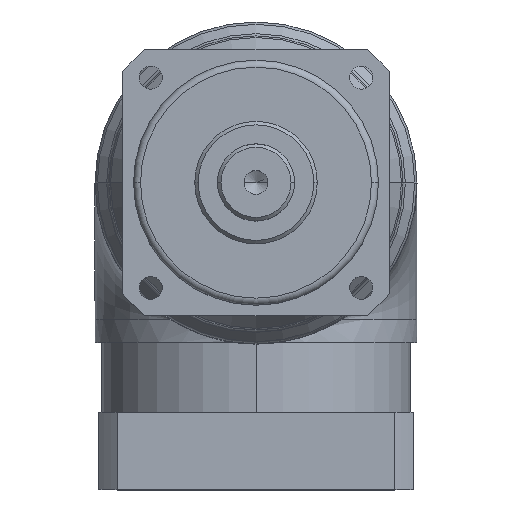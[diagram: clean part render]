
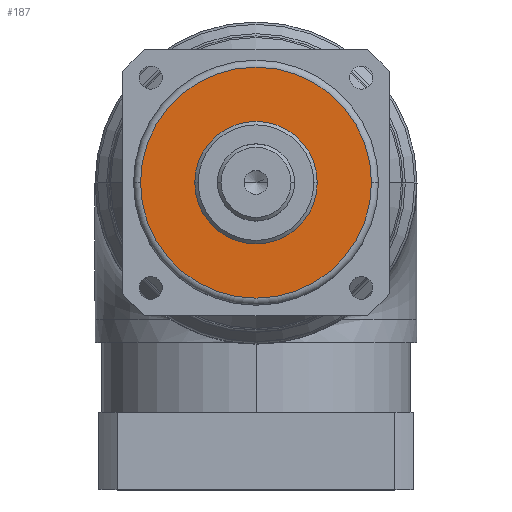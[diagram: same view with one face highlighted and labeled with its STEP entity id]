
A CAD part, top view. The second image highlights one B-rep face of the part: STEP entity #187.
In plain terms, the highlighted planar face has unit normal (0, 0, 1).
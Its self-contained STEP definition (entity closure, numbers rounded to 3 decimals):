
#34 = CIRCLE ( 'NONE', #1477, 33. ) ;
#57 = ORIENTED_EDGE ( 'NONE', *, *, #1807, .F. ) ;
#62 = DIRECTION ( 'NONE',  ( 0., 0., 1. ) ) ;
#186 = CARTESIAN_POINT ( 'NONE',  ( -17.5, 0., 79. ) ) ;
#187 = ADVANCED_FACE ( 'NONE', ( #327, #503 ), #1945, .T. ) ;
#327 = FACE_OUTER_BOUND ( 'NONE', #2772, .T. ) ;
#332 = CIRCLE ( 'NONE', #490, 17.5 ) ;
#393 = DIRECTION ( 'NONE',  ( 0., 0., 1. ) ) ;
#490 = AXIS2_PLACEMENT_3D ( 'NONE', #2719, #2726, #2741 ) ;
#503 = FACE_BOUND ( 'NONE', #2267, .T. ) ;
#691 = ORIENTED_EDGE ( 'NONE', *, *, #869, .T. ) ;
#869 = EDGE_CURVE ( 'NONE', #2586, #1644, #34, .T. ) ;
#1070 = EDGE_CURVE ( 'NONE', #3009, #3406, #3213, .T. ) ;
#1130 = CARTESIAN_POINT ( 'NONE',  ( 0., 0., 79. ) ) ;
#1204 = DIRECTION ( 'NONE',  ( 1., 0., 0. ) ) ;
#1244 = CARTESIAN_POINT ( 'NONE',  ( 0., 0., 79. ) ) ;
#1271 = DIRECTION ( 'NONE',  ( 0., 0., 1. ) ) ;
#1286 = DIRECTION ( 'NONE',  ( 1., 0., 0. ) ) ;
#1396 = EDGE_CURVE ( 'NONE', #1644, #2586, #2658, .T. ) ;
#1477 = AXIS2_PLACEMENT_3D ( 'NONE', #1130, #62, #2686 ) ;
#1482 = CARTESIAN_POINT ( 'NONE',  ( 0., 0., 79. ) ) ;
#1638 = AXIS2_PLACEMENT_3D ( 'NONE', #1482, #393, #1204 ) ;
#1644 = VERTEX_POINT ( 'NONE', #2123 ) ;
#1717 = AXIS2_PLACEMENT_3D ( 'NONE', #3339, #3317, #3375 ) ;
#1807 = EDGE_CURVE ( 'NONE', #3406, #3009, #332, .T. ) ;
#1945 = PLANE ( 'NONE',  #1638 ) ;
#2039 = CARTESIAN_POINT ( 'NONE',  ( 17.5, 0., 79. ) ) ;
#2106 = AXIS2_PLACEMENT_3D ( 'NONE', #1244, #1271, #1286 ) ;
#2123 = CARTESIAN_POINT ( 'NONE',  ( -33., 0., 79. ) ) ;
#2267 = EDGE_LOOP ( 'NONE', ( #2991, #57 ) ) ;
#2461 = ORIENTED_EDGE ( 'NONE', *, *, #1396, .T. ) ;
#2586 = VERTEX_POINT ( 'NONE', #3074 ) ;
#2658 = CIRCLE ( 'NONE', #2106, 33. ) ;
#2686 = DIRECTION ( 'NONE',  ( 1., 0., 0. ) ) ;
#2719 = CARTESIAN_POINT ( 'NONE',  ( 0., 0., 79. ) ) ;
#2726 = DIRECTION ( 'NONE',  ( 0., 0., 1. ) ) ;
#2741 = DIRECTION ( 'NONE',  ( 1., 0., 0. ) ) ;
#2772 = EDGE_LOOP ( 'NONE', ( #691, #2461 ) ) ;
#2991 = ORIENTED_EDGE ( 'NONE', *, *, #1070, .F. ) ;
#3009 = VERTEX_POINT ( 'NONE', #2039 ) ;
#3074 = CARTESIAN_POINT ( 'NONE',  ( 33., 0., 79. ) ) ;
#3213 = CIRCLE ( 'NONE', #1717, 17.5 ) ;
#3317 = DIRECTION ( 'NONE',  ( 0., 0., 1. ) ) ;
#3339 = CARTESIAN_POINT ( 'NONE',  ( 0., 0., 79. ) ) ;
#3375 = DIRECTION ( 'NONE',  ( 1., 0., 0. ) ) ;
#3406 = VERTEX_POINT ( 'NONE', #186 ) ;
